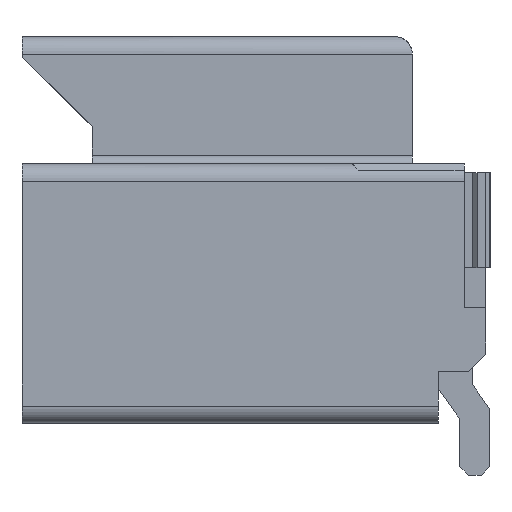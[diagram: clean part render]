
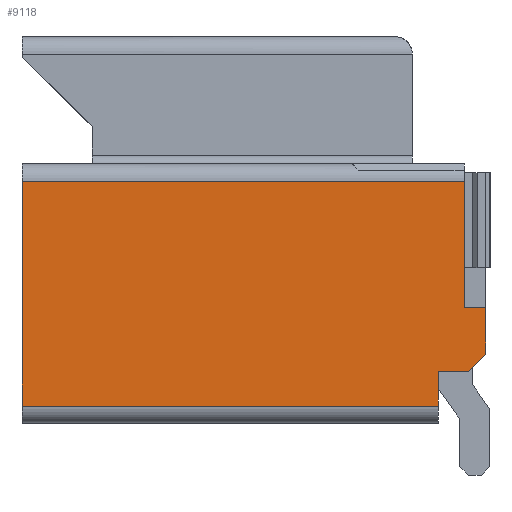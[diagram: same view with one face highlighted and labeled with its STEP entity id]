
A CAD part, left-side view. The second image highlights one B-rep face of the part: STEP entity #9118.
In plain terms, the highlighted planar face has unit normal (-1, 0, 0).
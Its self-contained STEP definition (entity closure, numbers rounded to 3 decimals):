
#77 = VERTEX_POINT('',#78);
#78 = CARTESIAN_POINT('',(-4.5,-2.125,-0.91));
#176 = VERTEX_POINT('',#177);
#177 = CARTESIAN_POINT('',(-4.5,-2.125,-1.31));
#184 = EDGE_CURVE('',#176,#77,#185,.T.);
#185 = LINE('',#186,#187);
#186 = CARTESIAN_POINT('',(-4.5,-2.125,-1.31));
#187 = VECTOR('',#188,1.);
#188 = DIRECTION('',(0.,0.,1.));
#1233 = VERTEX_POINT('',#1234);
#1234 = CARTESIAN_POINT('',(-4.5,-2.675,-0.71));
#1240 = EDGE_CURVE('',#1233,#1241,#1243,.T.);
#1241 = VERTEX_POINT('',#1242);
#1242 = CARTESIAN_POINT('',(-4.5,-2.675,-0.17));
#1243 = LINE('',#1244,#1245);
#1244 = CARTESIAN_POINT('',(-4.5,-2.675,-0.71));
#1245 = VECTOR('',#1246,1.);
#1246 = DIRECTION('',(0.,0.,1.));
#1667 = VERTEX_POINT('',#1668);
#1668 = CARTESIAN_POINT('',(-4.5,-2.425,-0.17));
#1674 = EDGE_CURVE('',#1675,#1667,#1677,.T.);
#1675 = VERTEX_POINT('',#1676);
#1676 = CARTESIAN_POINT('',(-4.5,-2.425,1.29));
#1677 = LINE('',#1678,#1679);
#1678 = CARTESIAN_POINT('',(-4.5,-2.425,1.29));
#1679 = VECTOR('',#1680,1.);
#1680 = DIRECTION('',(0.,0.,-1.));
#8101 = VERTEX_POINT('',#8102);
#8102 = CARTESIAN_POINT('',(-4.5,2.685,1.29));
#8109 = EDGE_CURVE('',#8110,#8101,#8112,.T.);
#8110 = VERTEX_POINT('',#8111);
#8111 = CARTESIAN_POINT('',(-4.5,2.685,-1.31));
#8112 = LINE('',#8113,#8114);
#8113 = CARTESIAN_POINT('',(-4.5,2.685,-1.31));
#8114 = VECTOR('',#8115,1.);
#8115 = DIRECTION('',(0.,0.,1.));
#8735 = EDGE_CURVE('',#1675,#8101,#8736,.T.);
#8736 = LINE('',#8737,#8738);
#8737 = CARTESIAN_POINT('',(-4.5,-2.425,1.29));
#8738 = VECTOR('',#8739,1.);
#8739 = DIRECTION('',(0.,1.,0.));
#9105 = EDGE_CURVE('',#176,#8110,#9106,.T.);
#9106 = LINE('',#9107,#9108);
#9107 = CARTESIAN_POINT('',(-4.5,-2.125,-1.31));
#9108 = VECTOR('',#9109,1.);
#9109 = DIRECTION('',(0.,1.,0.));
#9118 = ADVANCED_FACE('',(#9119),#9147,.T.);
#9119 = FACE_BOUND('',#9120,.F.);
#9120 = EDGE_LOOP('',(#9121,#9122,#9128,#9129,#9137,#9143,#9144,#9145,
    #9146));
#9121 = ORIENTED_EDGE('',*,*,#1674,.T.);
#9122 = ORIENTED_EDGE('',*,*,#9123,.F.);
#9123 = EDGE_CURVE('',#1241,#1667,#9124,.T.);
#9124 = LINE('',#9125,#9126);
#9125 = CARTESIAN_POINT('',(-4.5,-2.675,-0.17));
#9126 = VECTOR('',#9127,1.);
#9127 = DIRECTION('',(0.,1.,0.));
#9128 = ORIENTED_EDGE('',*,*,#1240,.F.);
#9129 = ORIENTED_EDGE('',*,*,#9130,.T.);
#9130 = EDGE_CURVE('',#1233,#9131,#9133,.T.);
#9131 = VERTEX_POINT('',#9132);
#9132 = CARTESIAN_POINT('',(-4.5,-2.475,-0.91));
#9133 = LINE('',#9134,#9135);
#9134 = CARTESIAN_POINT('',(-4.5,-2.675,-0.71));
#9135 = VECTOR('',#9136,1.);
#9136 = DIRECTION('',(0.,0.707,-0.707));
#9137 = ORIENTED_EDGE('',*,*,#9138,.T.);
#9138 = EDGE_CURVE('',#9131,#77,#9139,.T.);
#9139 = LINE('',#9140,#9141);
#9140 = CARTESIAN_POINT('',(-4.5,-2.475,-0.91));
#9141 = VECTOR('',#9142,1.);
#9142 = DIRECTION('',(0.,1.,0.));
#9143 = ORIENTED_EDGE('',*,*,#184,.F.);
#9144 = ORIENTED_EDGE('',*,*,#9105,.T.);
#9145 = ORIENTED_EDGE('',*,*,#8109,.T.);
#9146 = ORIENTED_EDGE('',*,*,#8735,.F.);
#9147 = PLANE('',#9148);
#9148 = AXIS2_PLACEMENT_3D('',#9149,#9150,#9151);
#9149 = CARTESIAN_POINT('',(-4.5,-2.675,-1.31));
#9150 = DIRECTION('',(-1.,0.,0.));
#9151 = DIRECTION('',(0.,0.,1.));
